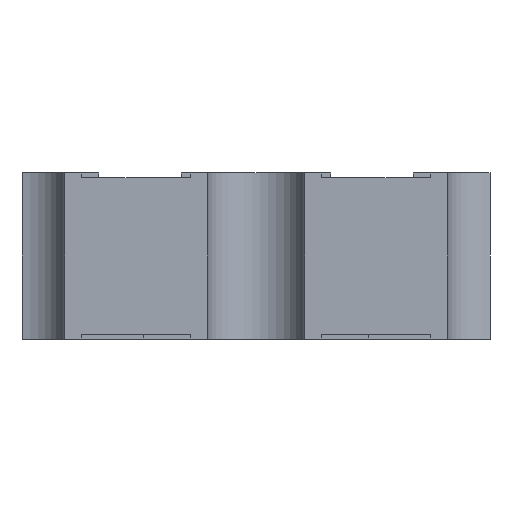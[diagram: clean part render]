
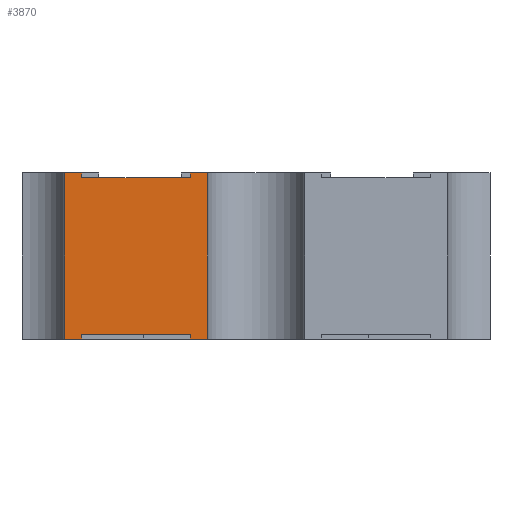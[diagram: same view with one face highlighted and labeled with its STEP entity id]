
A CAD part, left-side view. The second image highlights one B-rep face of the part: STEP entity #3870.
In plain terms, the highlighted planar face has unit normal (-1, 0, 0).
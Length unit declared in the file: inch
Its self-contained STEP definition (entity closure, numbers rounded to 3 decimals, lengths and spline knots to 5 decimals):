
#25 = CARTESIAN_POINT ( 'NONE',  ( -0.1, 0., 0.071 ) ) ;
#87 = CARTESIAN_POINT ( 'NONE',  ( -0.1, 0.028, 0.069 ) ) ;
#170 = VERTEX_POINT ( 'NONE', #2042 ) ;
#183 = VECTOR ( 'NONE', #1179, 39.37008 ) ;
#196 = ORIENTED_EDGE ( 'NONE', *, *, #2256, .T. ) ;
#218 = VERTEX_POINT ( 'NONE', #2629 ) ;
#242 = CARTESIAN_POINT ( 'NONE',  ( -0.1, 0.028, 0.002 ) ) ;
#245 = CARTESIAN_POINT ( 'NONE',  ( -0.1, 0.02085, 0. ) ) ;
#283 = DIRECTION ( 'NONE',  ( 0., 0., -1. ) ) ;
#315 = VERTEX_POINT ( 'NONE', #245 ) ;
#380 = CARTESIAN_POINT ( 'NONE',  ( -0.1, 0.0745, 0.069 ) ) ;
#381 = VECTOR ( 'NONE', #1184, 39.37008 ) ;
#427 = EDGE_CURVE ( 'NONE', #2960, #315, #2753, .T. ) ;
#434 = VERTEX_POINT ( 'NONE', #1810 ) ;
#467 = CARTESIAN_POINT ( 'NONE',  ( -0.1, 0.02085, 0. ) ) ;
#512 = EDGE_CURVE ( 'NONE', #434, #170, #3980, .T. ) ;
#556 = EDGE_CURVE ( 'NONE', #2272, #434, #657, .T. ) ;
#603 = DIRECTION ( 'NONE',  ( 0., 0., -1. ) ) ;
#608 = VECTOR ( 'NONE', #1689, 39.37008 ) ;
#657 = LINE ( 'NONE', #25, #2624 ) ;
#678 = DIRECTION ( 'NONE',  ( 0., 0., 1. ) ) ;
#795 = LINE ( 'NONE', #3252, #608 ) ;
#875 = EDGE_CURVE ( 'NONE', #2505, #3586, #795, .T. ) ;
#968 = CARTESIAN_POINT ( 'NONE',  ( -0.1, 0.02085, 0.002 ) ) ;
#1006 = VERTEX_POINT ( 'NONE', #1018 ) ;
#1018 = CARTESIAN_POINT ( 'NONE',  ( -0.1, 0.028, 0.071 ) ) ;
#1034 = DIRECTION ( 'NONE',  ( 0., -1., 0. ) ) ;
#1070 = CARTESIAN_POINT ( 'NONE',  ( -0.1, 0.028, 0.069 ) ) ;
#1172 = CARTESIAN_POINT ( 'NONE',  ( -0.1, 0.0745, 0.071 ) ) ;
#1179 = DIRECTION ( 'NONE',  ( 0., 0., -1. ) ) ;
#1181 = VERTEX_POINT ( 'NONE', #3014 ) ;
#1184 = DIRECTION ( 'NONE',  ( 0., 1., 0. ) ) ;
#1259 = CARTESIAN_POINT ( 'NONE',  ( -0.1, 0.08165, 0.002 ) ) ;
#1267 = VECTOR ( 'NONE', #2007, 39.37008 ) ;
#1342 = ORIENTED_EDGE ( 'NONE', *, *, #512, .T. ) ;
#1373 = VECTOR ( 'NONE', #603, 39.37008 ) ;
#1414 = ORIENTED_EDGE ( 'NONE', *, *, #3450, .T. ) ;
#1503 = LINE ( 'NONE', #2449, #1611 ) ;
#1569 = EDGE_CURVE ( 'NONE', #218, #2272, #3417, .T. ) ;
#1606 = EDGE_CURVE ( 'NONE', #2505, #3809, #1692, .T. ) ;
#1611 = VECTOR ( 'NONE', #2432, 39.37008 ) ;
#1689 = DIRECTION ( 'NONE',  ( 0., 0., -1. ) ) ;
#1692 = LINE ( 'NONE', #2653, #1267 ) ;
#1783 = VECTOR ( 'NONE', #1890, 39.37008 ) ;
#1810 = CARTESIAN_POINT ( 'NONE',  ( -0.1, 0.08165, 0.071 ) ) ;
#1867 = PLANE ( 'NONE',  #2502 ) ;
#1890 = DIRECTION ( 'NONE',  ( 0., 0., 1. ) ) ;
#2007 = DIRECTION ( 'NONE',  ( 0., -1., 0. ) ) ;
#2033 = DIRECTION ( 'NONE',  ( 0., -1., 0. ) ) ;
#2042 = CARTESIAN_POINT ( 'NONE',  ( -0.1, 0.08165, 0. ) ) ;
#2082 = VECTOR ( 'NONE', #678, 39.37008 ) ;
#2110 = VECTOR ( 'NONE', #2033, 39.37008 ) ;
#2119 = DIRECTION ( 'NONE',  ( 0., 1., 0. ) ) ;
#2187 = CARTESIAN_POINT ( 'NONE',  ( -0.1, 0.02085, 0.002 ) ) ;
#2204 = ORIENTED_EDGE ( 'NONE', *, *, #3739, .T. ) ;
#2256 = EDGE_CURVE ( 'NONE', #3809, #1181, #3001, .T. ) ;
#2272 = VERTEX_POINT ( 'NONE', #1172 ) ;
#2329 = ORIENTED_EDGE ( 'NONE', *, *, #2697, .F. ) ;
#2375 = VERTEX_POINT ( 'NONE', #1070 ) ;
#2389 = LINE ( 'NONE', #2676, #381 ) ;
#2432 = DIRECTION ( 'NONE',  ( 0., 1., 0. ) ) ;
#2449 = CARTESIAN_POINT ( 'NONE',  ( -0.1, 0., 0.069 ) ) ;
#2462 = CARTESIAN_POINT ( 'NONE',  ( -0.1, 0.0745, 0.002 ) ) ;
#2476 = VECTOR ( 'NONE', #1034, 39.37008 ) ;
#2499 = LINE ( 'NONE', #3121, #2476 ) ;
#2502 = AXIS2_PLACEMENT_3D ( 'NONE', #2187, #3416, #2790 ) ;
#2505 = VERTEX_POINT ( 'NONE', #2462 ) ;
#2536 = ORIENTED_EDGE ( 'NONE', *, *, #3609, .T. ) ;
#2624 = VECTOR ( 'NONE', #2119, 39.37008 ) ;
#2629 = CARTESIAN_POINT ( 'NONE',  ( -0.1, 0.0745, 0.069 ) ) ;
#2653 = CARTESIAN_POINT ( 'NONE',  ( -0.1, 0.028, 0.002 ) ) ;
#2676 = CARTESIAN_POINT ( 'NONE',  ( -0.1, 0., 0.071 ) ) ;
#2688 = ORIENTED_EDGE ( 'NONE', *, *, #556, .T. ) ;
#2697 = EDGE_CURVE ( 'NONE', #2375, #1006, #3737, .T. ) ;
#2736 = ORIENTED_EDGE ( 'NONE', *, *, #3733, .T. ) ;
#2753 = LINE ( 'NONE', #968, #1373 ) ;
#2761 = EDGE_LOOP ( 'NONE', ( #2329, #2204, #2835, #2688, #1342, #2536, #3353, #3253, #196, #1414, #2957, #2736 ) ) ;
#2790 = DIRECTION ( 'NONE',  ( 0., 0., -1. ) ) ;
#2835 = ORIENTED_EDGE ( 'NONE', *, *, #1569, .T. ) ;
#2856 = FACE_OUTER_BOUND ( 'NONE', #2761, .T. ) ;
#2957 = ORIENTED_EDGE ( 'NONE', *, *, #427, .F. ) ;
#2960 = VERTEX_POINT ( 'NONE', #3020 ) ;
#3001 = LINE ( 'NONE', #242, #3107 ) ;
#3014 = CARTESIAN_POINT ( 'NONE',  ( -0.1, 0.028, 0. ) ) ;
#3020 = CARTESIAN_POINT ( 'NONE',  ( -0.1, 0.02085, 0.071 ) ) ;
#3107 = VECTOR ( 'NONE', #283, 39.37008 ) ;
#3121 = CARTESIAN_POINT ( 'NONE',  ( -0.1, 0.02085, 0. ) ) ;
#3252 = CARTESIAN_POINT ( 'NONE',  ( -0.1, 0.0745, 0.002 ) ) ;
#3253 = ORIENTED_EDGE ( 'NONE', *, *, #1606, .T. ) ;
#3353 = ORIENTED_EDGE ( 'NONE', *, *, #875, .F. ) ;
#3416 = DIRECTION ( 'NONE',  ( 1., 0., 0. ) ) ;
#3417 = LINE ( 'NONE', #380, #1783 ) ;
#3450 = EDGE_CURVE ( 'NONE', #1181, #315, #2499, .T. ) ;
#3586 = VERTEX_POINT ( 'NONE', #3874 ) ;
#3609 = EDGE_CURVE ( 'NONE', #170, #3586, #3890, .T. ) ;
#3733 = EDGE_CURVE ( 'NONE', #2960, #1006, #2389, .T. ) ;
#3737 = LINE ( 'NONE', #87, #2082 ) ;
#3739 = EDGE_CURVE ( 'NONE', #2375, #218, #1503, .T. ) ;
#3786 = CARTESIAN_POINT ( 'NONE',  ( -0.1, 0.028, 0.002 ) ) ;
#3809 = VERTEX_POINT ( 'NONE', #3786 ) ;
#3870 = ADVANCED_FACE ( 'NONE', ( #2856 ), #1867, .F. ) ;
#3874 = CARTESIAN_POINT ( 'NONE',  ( -0.1, 0.0745, 0. ) ) ;
#3890 = LINE ( 'NONE', #467, #2110 ) ;
#3980 = LINE ( 'NONE', #1259, #183 ) ;
